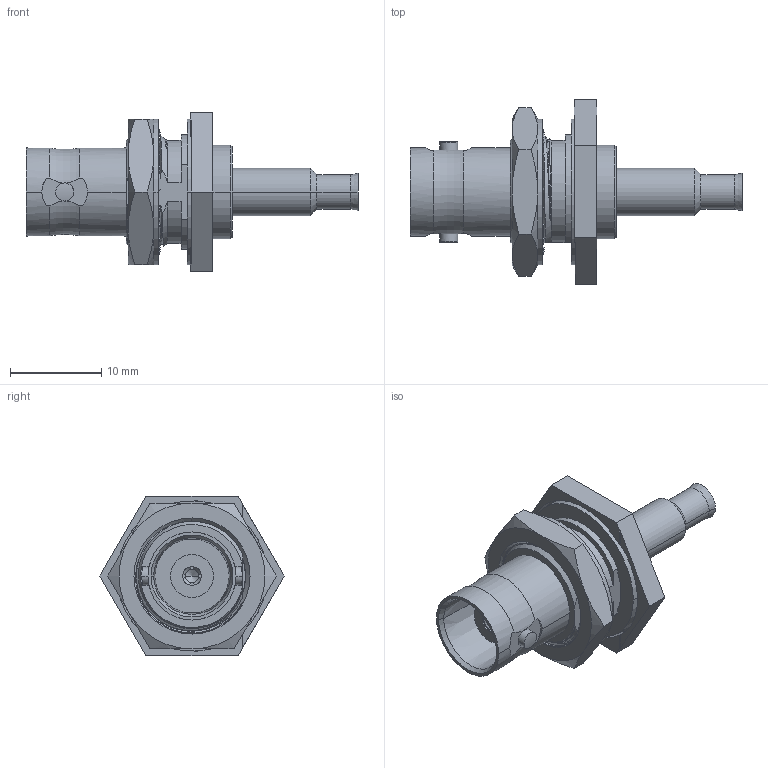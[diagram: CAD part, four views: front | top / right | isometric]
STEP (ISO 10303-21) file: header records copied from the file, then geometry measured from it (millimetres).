
FILE_DESCRIPTION((''),'2;1');
FILE_NAME('31-71016-RFXB_ASSY_SW0001','2017-12-14T',('KARTHIK R'),(''),'CREO PARAMETRIC BY PTC INC, 2017020','CREO PARAMETRIC BY PTC INC, 2017020','');
FILE_SCHEMA(('CONFIG_CONTROL_DESIGN'));
Length unit declared in the file: inch
Products named in the file (1): 31-71016-RFXB_ASSY_SW0001
Bounding box: 36.4 x 20.21 x 17.5 mm (x, y, z)
Volume: 2488.6 mm3; surface area: 2758.9 mm2
Topology: 1 solids, 1 shells, 301 faces, 850 edges, 557 vertices
Faces by surface type: bspline 104, cylinder 92, plane 60, cone 43, torus 2
Entity records: 15706 total; most frequent: CARTESIAN_POINT 8665, ORIENTED_EDGE 1696, DIRECTION 1109, EDGE_CURVE 848, VERTEX_POINT 557, AXIS2_PLACEMENT_3D 410, B_SPLINE_CURVE_WITH_KNOTS 346, EDGE_LOOP 317
